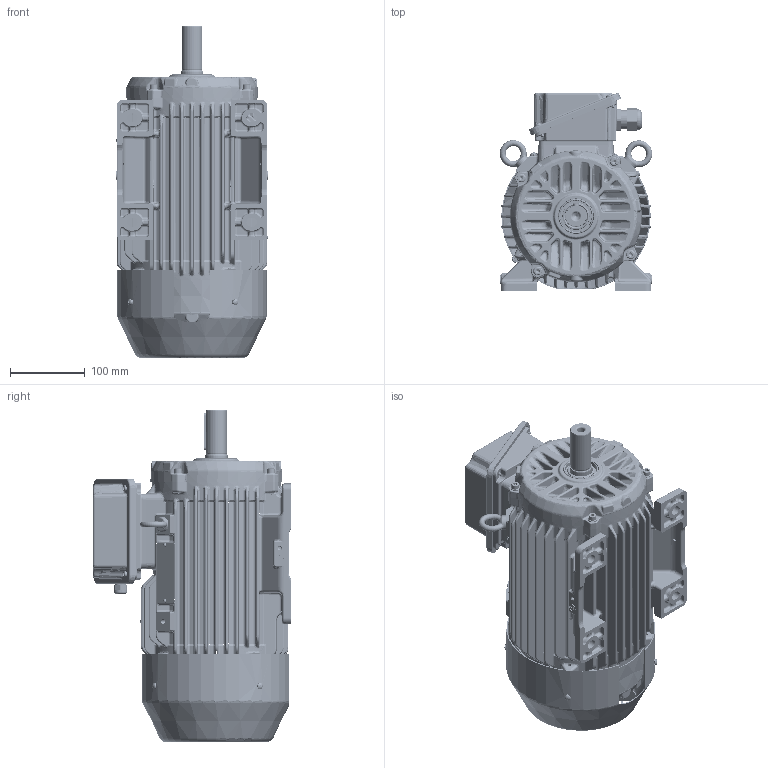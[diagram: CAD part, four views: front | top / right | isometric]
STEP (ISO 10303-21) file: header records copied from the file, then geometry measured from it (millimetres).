
FILE_DESCRIPTION(/* description */ (''),/* implementation_level */ '2;1');
FILE_NAME(/* name */ '6521673xx.stp',/* time_stamp */ '2020-12-07T21:54:45+03:00',/* author */ (''),/* organization */ (''),/* preprocessor_version */ 'ST-DEVELOPER v16',/* originating_system */ 'SIEMENS PLM Software NX 11.0',/* authorisation */ '');
FILE_SCHEMA (('AUTOMOTIVE_DESIGN { 1 0 10303 214 3 1 1 1 }'));
Length unit declared in the file: millimetre
Products named in the file (1): C901A24426BAzd69
Bounding box: 204.28 x 265.48 x 445 mm (x, y, z)
Surface area: 733876.1 mm2 (no closed solid volume)
Topology: 0 solids, 106 shells, 4762 faces, 13554 edges, 8374 vertices
Faces by surface type: bspline 1752, cylinder 1250, plane 891, torus 375, cone 317, sphere 174, extrusion 3
Full cylindrical faces by diameter (mm): 4.2 x2, 5 x8, 6.5 x1, 6.8 x2, 8 x4, 8.5 x1, 8.65 x4, 10 x7, 10.5 x1, 12 x4, 16 x1, 17.2 x2, 18 x1, 20 x2, 25.25 x2, 27.336 x1, 27.7 x2, 28 x1, 30 x1, 43.4 x1, 43.6 x1, 46 x1, 174 x1
Entity records: 202106 total; most frequent: CARTESIAN_POINT 91828, ORIENTED_EDGE 23396, DIRECTION 20193, EDGE_CURVE 13154, VERTEX_POINT 8334, AXIS2_PLACEMENT_3D 8275, EDGE_LOOP 5247, ADVANCED_FACE 4761
